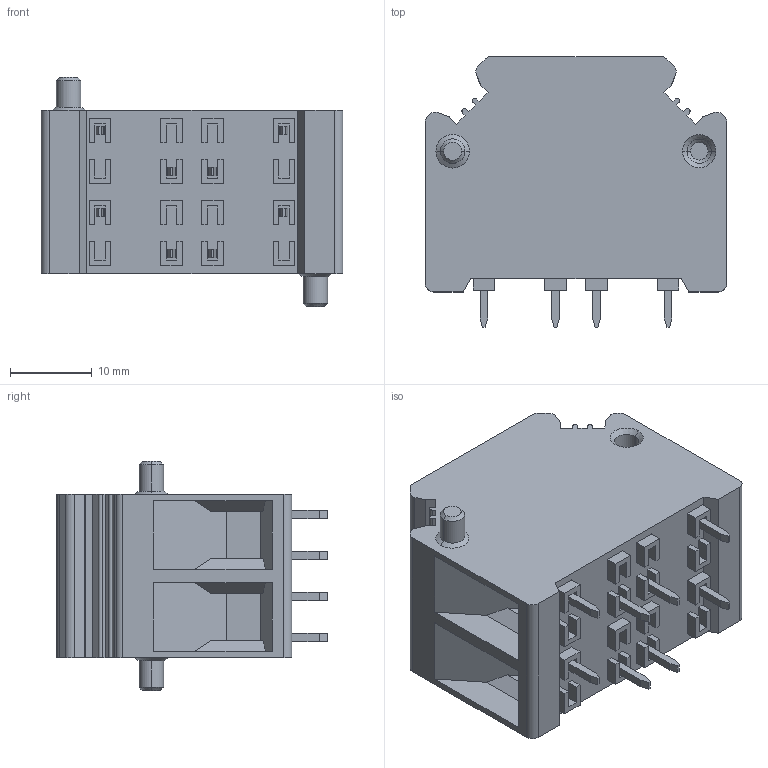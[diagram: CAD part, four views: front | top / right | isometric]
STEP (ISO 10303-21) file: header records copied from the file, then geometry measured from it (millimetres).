
FILE_DESCRIPTION((''),'2;1');
FILE_NAME('TL705DS-XXP_XS_','2024-11-13T15:08:06',('yanfa'),(''),'CREO PARAMETRIC BY PTC INC, 2018100','CREO PARAMETRIC BY PTC INC, 2018100','');
FILE_SCHEMA(('AUTOMOTIVE_DESIGN { 1 0 10303 214 1 1 1 1 }'));
Length unit declared in the file: millimetre
Products named in the file (1): TL705DS-XXP_XS_
Bounding box: 36.8 x 33.02 x 28 mm (x, y, z)
Volume: 14404 mm3; surface area: 7663.8 mm2
Topology: 1 solids, 5 shells, 442 faces, 1129 edges, 741 vertices
Faces by surface type: plane 328, cylinder 66, cone 32, torus 16
Entity records: 17150 total; most frequent: CARTESIAN_POINT 2411, ORIENTED_EDGE 2258, DIRECTION 2218, EDGE_CURVE 1129, VECTOR 905, LINE 905, VERTEX_POINT 741, AXIS2_PLACEMENT_3D 655
